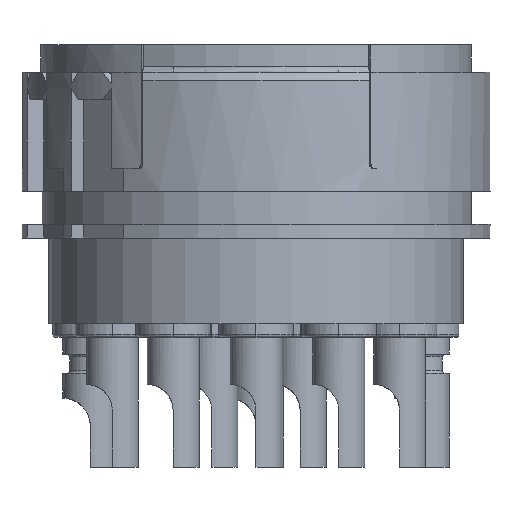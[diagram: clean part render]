
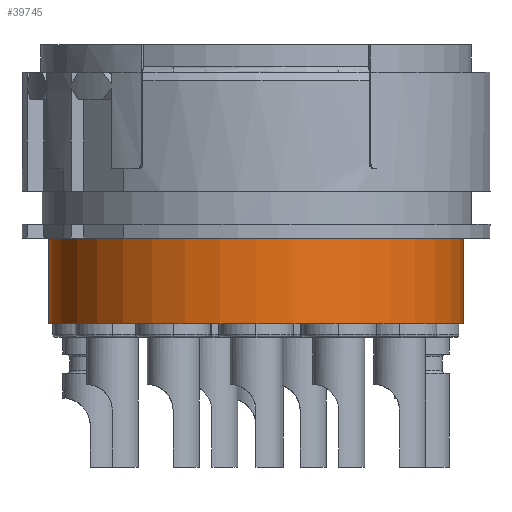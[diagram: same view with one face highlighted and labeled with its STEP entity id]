
A CAD part, left-side view. The second image highlights one B-rep face of the part: STEP entity #39745.
In plain terms, the highlighted cylindrical face has radius 7.5 mm (diameter 15 mm), a partial arc.
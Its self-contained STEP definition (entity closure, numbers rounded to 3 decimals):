
#1798=DIRECTION('',(0.,0.,-1.));
#1799=VECTOR('',#1798,3.1);
#1800=CARTESIAN_POINT('',(0.,-7.5,-2.5));
#1801=LINE('',#1800,#1799);
#1802=DIRECTION('',(0.,0.,-1.));
#1803=VECTOR('',#1802,3.1);
#1804=CARTESIAN_POINT('',(0.,7.5,-2.5));
#1805=LINE('',#1804,#1803);
#1806=CARTESIAN_POINT('',(0.,0.,-2.5));
#1807=DIRECTION('',(0.,0.,-1.));
#1808=DIRECTION('',(0.,-1.,0.));
#1809=AXIS2_PLACEMENT_3D('',#1806,#1807,#1808);
#1811=CARTESIAN_POINT('',(0.,0.,-5.6));
#1812=DIRECTION('',(0.,0.,-1.));
#1813=DIRECTION('',(0.,-1.,0.));
#1814=AXIS2_PLACEMENT_3D('',#1811,#1812,#1813);
#28602=CARTESIAN_POINT('',(0.,-7.5,-2.5));
#28603=CARTESIAN_POINT('',(0.,-7.5,-5.6));
#28604=VERTEX_POINT('',#28602);
#28605=VERTEX_POINT('',#28603);
#28606=CARTESIAN_POINT('',(0.,7.5,-2.5));
#28607=CARTESIAN_POINT('',(0.,7.5,-5.6));
#28608=VERTEX_POINT('',#28606);
#28609=VERTEX_POINT('',#28607);
#39733=CARTESIAN_POINT('',(0.,0.,-6.105));
#39734=DIRECTION('',(0.,0.,1.));
#39735=DIRECTION('',(0.,1.,0.));
#39736=AXIS2_PLACEMENT_3D('',#39733,#39734,#39735);
#39737=CYLINDRICAL_SURFACE('',#39736,7.5);
#39738=ORIENTED_EDGE('',*,*,#39723,.T.);
#39740=ORIENTED_EDGE('',*,*,#39739,.T.);
#39741=ORIENTED_EDGE('',*,*,#39726,.F.);
#39742=ORIENTED_EDGE('',*,*,#39559,.F.);
#39743=EDGE_LOOP('',(#39738,#39740,#39741,#39742));
#39744=FACE_OUTER_BOUND('',#39743,.F.);
#1810=CIRCLE('',#1809,7.5);
#1815=CIRCLE('',#1814,7.5);
#39559=EDGE_CURVE('',#28604,#28608,#1810,.T.);
#39723=EDGE_CURVE('',#28604,#28605,#1801,.T.);
#39726=EDGE_CURVE('',#28608,#28609,#1805,.T.);
#39739=EDGE_CURVE('',#28605,#28609,#1815,.T.);
#39745=ADVANCED_FACE('',(#39744),#39737,.T.);
